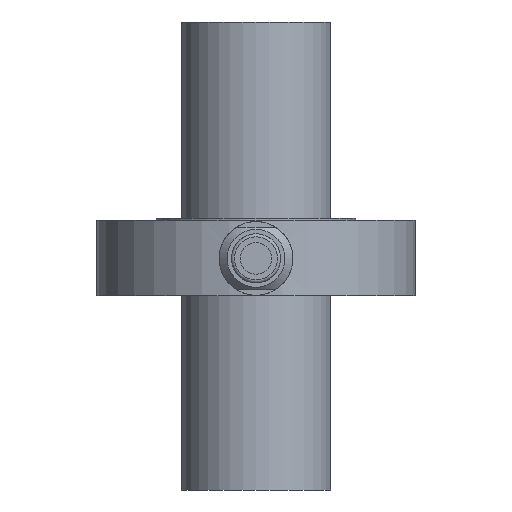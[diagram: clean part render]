
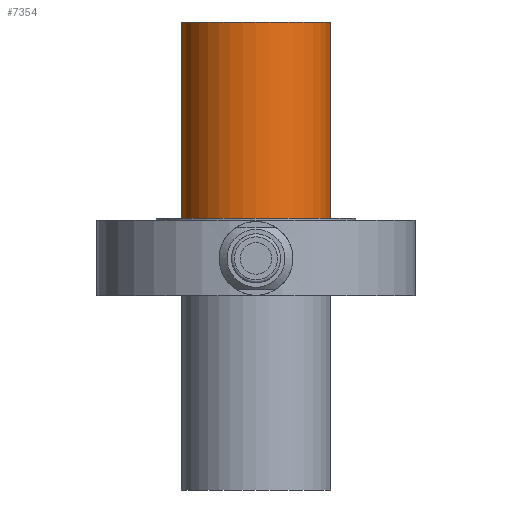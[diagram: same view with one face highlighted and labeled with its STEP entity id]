
A CAD part, front view. The second image highlights one B-rep face of the part: STEP entity #7354.
In plain terms, the highlighted cylindrical face has radius 4.763 mm (diameter 9.525 mm), a full revolution.
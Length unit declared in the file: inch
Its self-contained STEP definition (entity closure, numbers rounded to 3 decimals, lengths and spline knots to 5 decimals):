
#7327=CARTESIAN_POINT('',(0.0,0.,0.34375));
#7328=DIRECTION('',(0.0,0.0,-1.0));
#7329=DIRECTION('',(1.0,0.0,0.0));
#7330=AXIS2_PLACEMENT_3D('',#7327,#7328,#7329);
#7331=CYLINDRICAL_SURFACE('',#7330,0.1875);
#7332=CARTESIAN_POINT('',(-0.1875,0.,0.59));
#7333=VERTEX_POINT('',#7332);
#7334=CARTESIAN_POINT('',(0.0,0.,0.59));
#7335=DIRECTION('',(0.0,0.0,-1.0));
#7336=DIRECTION('',(1.0,0.0,0.0));
#7337=AXIS2_PLACEMENT_3D('',#7334,#7335,#7336);
#7338=CIRCLE('',#7337,0.1875);
#7339=EDGE_CURVE('',#7333,#7333,#7338,.T.);
#7340=ORIENTED_EDGE('',*,*,#7339,.T.);
#7341=EDGE_LOOP('',(#7340));
#7342=FACE_OUTER_BOUND('',#7341,.T.);
#7343=CARTESIAN_POINT('',(-0.1875,0.,0.0975));
#7344=VERTEX_POINT('',#7343);
#7345=CARTESIAN_POINT('',(0.0,0.,0.0975));
#7346=DIRECTION('',(0.0,0.0,-1.0));
#7347=DIRECTION('',(1.0,0.0,0.0));
#7348=AXIS2_PLACEMENT_3D('',#7345,#7346,#7347);
#7349=CIRCLE('',#7348,0.1875);
#7350=EDGE_CURVE('',#7344,#7344,#7349,.T.);
#7351=ORIENTED_EDGE('',*,*,#7350,.F.);
#7352=EDGE_LOOP('',(#7351));
#7353=FACE_BOUND('',#7352,.T.);
#7354=ADVANCED_FACE('',(#7342,#7353),#7331,.T.);
